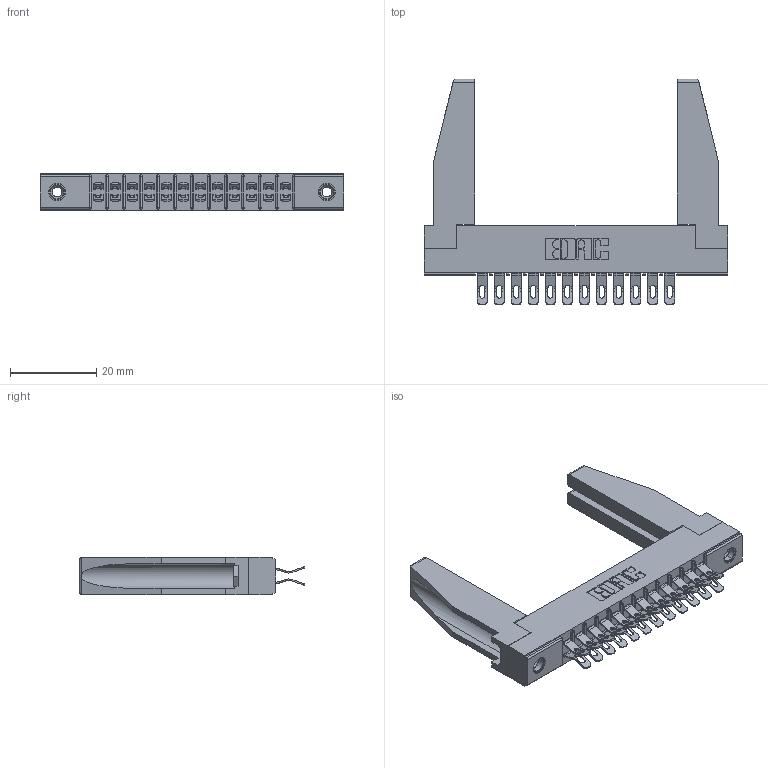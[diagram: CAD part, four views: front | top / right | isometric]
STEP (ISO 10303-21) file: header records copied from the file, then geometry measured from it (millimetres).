
FILE_DESCRIPTION (( 'STEP AP203' ), '1' );
FILE_NAME ('315-024-555-278.STEP', '2019-09-10T14:45:01', ( '' ), ( '' ), 'SwSTEP 2.0', 'SolidWorks 2016', '' );
FILE_SCHEMA (( 'CONFIG_CONTROL_DESIGN' ));
Length unit declared in the file: inch
Products named in the file (5): 305 Part_.156 Dia; 315-024-555-278; 305-290-001_555; 307-220-078; 345-250-001_345-250-001-102
Assembly tree (29 placements, depth 2):
  315-024-555-278
    305 Part_.156 Dia
    305-290-001_555  x24
    345-250-001_345-250-001-102  x2
    307-220-078  x2
Bounding box: 70.56 x 52.45 x 8.71 mm (x, y, z)
Volume: 8508.8 mm3; surface area: 12159 mm2
Topology: 29 solids, 29 shells, 1830 faces, 5386 edges, 3516 vertices
Faces by surface type: plane 920, cylinder 846, sphere 48, cone 12, torus 4
Entity records: 19708 total; most frequent: CARTESIAN_POINT 3286, ORIENTED_EDGE 3206, DIRECTION 3155, EDGE_CURVE 1603, LINE 1241, VECTOR 1241, VERTEX_POINT 1030, AXIS2_PLACEMENT_3D 957
